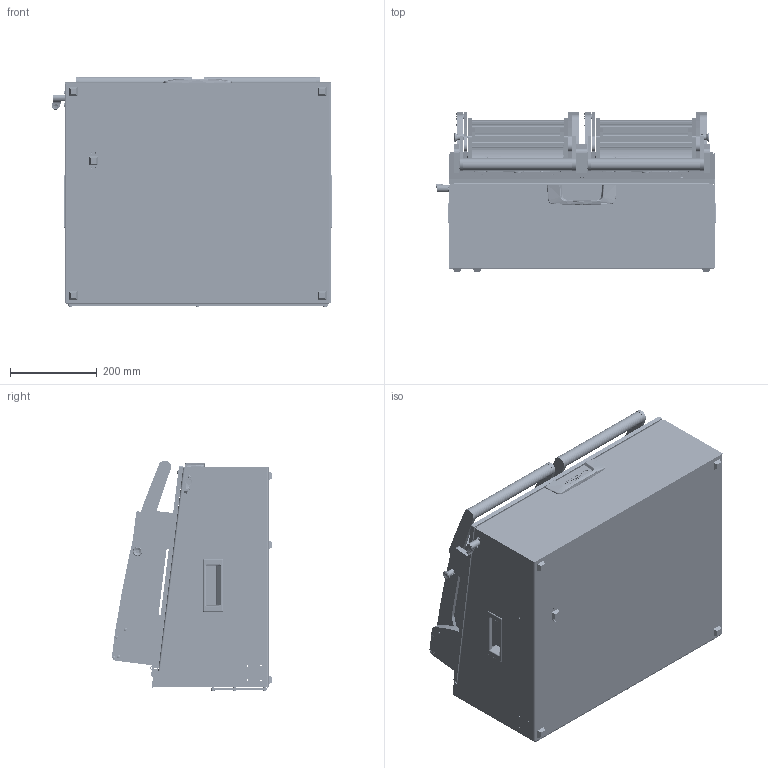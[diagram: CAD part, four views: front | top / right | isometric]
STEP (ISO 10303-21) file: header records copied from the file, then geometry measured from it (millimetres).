
FILE_DESCRIPTION (( 'STEP AP203' ), '1' );
FILE_NAME ('INGUN_113908.STEP', '2023-07-17T12:56:41', ( '' ), ( '' ), 'SwSTEP 2.0', 'SolidWorks 2021', '' );
FILE_SCHEMA (( 'CONFIG_CONTROL_DESIGN' ));
Length unit declared in the file: millimetre
Products named in the file (109): 109986~0_KUNDE<S>; 43767~4_S; 53828~0_KUNDE<S>; 43493~2_KUNDE<S>; 53829~2_KUNDE<S>; 109976~0_KUNDE<S>; DIN7991~n_M03,0x016 VA; 43579~2_KUNDE<S>; 38564~0; 109967~0_KUNDE<S>; 43494~2_KUNDE<S>; 8804~0; 36201~3_S; 30112~0; 112086~2_S; 32724~1; 40571~0_mit Lehre gebohrt<S>; DIN125~n_05,3 M05,0 Fase; DIN985-A2~n_M05,0; 35663~9_S; 43495~0_S; 36175~4_S; DIN7991~n_M05,0x012; 20901~0_Abstand 296<Standard>; 29805~4_geschlossen<S>; DIN6325~n_04,0m6x016; DIN125~n_06,4 M06,0 Fase; 2281~0_180ø<Standard>; DIN125~n_04,3 M04,0; DIN914~n_M04,0x05; 31109~0; 109128~0_S; ISO7380~n_M04,0x020; 49317~0; K_02037~0; DIN6325~n_04,0m6x014; 30758~0_S; 109963~0_KUNDE<S>; 32341~6_S; 35649~1_S ...
Assembly tree (316 placements, depth 6):
  INGUN_113908
    114910~0_S
      32727~9
      30758~0_S  x2
        30758_01~0_S
        30758_02~0_S
        38564~0
      20902~0
      DIN985-A2~n_M05,0  x3
      DIN7991~n_M05,0x012  x2
      32462~0_S
      DIN7991~n_M05,0x016
      8804~0
      DIN125~n_05,3 M05,0 Fase  x2
      20901~0_Abstand 296<Standard>
        20901~0_ohne Schiebeteil<Standard>
        20901_01~0
      2720~0  x5
      53032~0_S
      32171~0_S
      29805~4_geschlossen<S>
        110322~4_S
        110705~2_S
        30984~0_S
        110231~1_S
        110443~0_S
        30112~0
        ISO7380~n_M05,0x030
        ISO7380~n_M04,0x008  x2
        DIN914~n_M04,0x05
      35334~0_S
    43870~4_KUNDE<S>
      109983~1_S
        43767~4_S
        2281~0_180ø<Standard>  x3
          2281~0
        32341~6_S
        53031~0_S
        DIN7991~n_M05,0x016  x20
        DIN7991~n_M05,0x020  x12
        DIN125~n_05,3 M05,0 Fase  x8
        DIN985-A2~n_M05,0  x8
        DIN6325~n_04,0m6x024  x2
        DIN6325~n_04,0m6x016  x4
        DIN7991~n_M03,0x016 VA  x4
        DIN912~n_M04,0x012  x2
        DIN6325~n_02,0m6x020  x2
        DIN6325~n_03,0m6x010  x8
        ISO7380~n_M05,0x008  x4
        36175~4_S  x2
        35662~11_S  x2
        35663~9_S  x2
        35649~1_S  x2
        37189~1_S  x2
        31253~0_S  x2
        30955~0_S  x2
        30915~0  x2
        ASR~asr_拱04,2x07x拌8  x4
        2528~0  x4
        31109~0  x2
Bounding box: 647.5 x 369.75 x 533.52 mm (x, y, z)
Volume: 8355752.5 mm3; surface area: 4356720.5 mm2
Topology: 370 solids, 370 shells, 8957 faces, 22464 edges, 14321 vertices
Faces by surface type: cylinder 3685, plane 3455, cone 1186, bspline 303, torus 168, sphere 160
Entity records: 135558 total; most frequent: CARTESIAN_POINT 30147, DIRECTION 19348, ORIENTED_EDGE 17792, EDGE_CURVE 8896, AXIS2_PLACEMENT_3D 7283, VERTEX_POINT 5727, LINE 4782, VECTOR 4782
